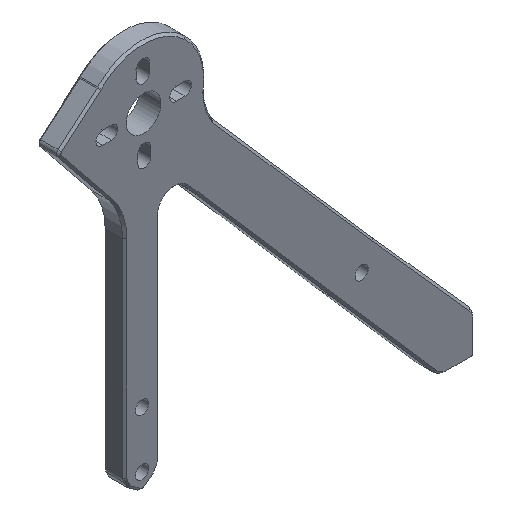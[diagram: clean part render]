
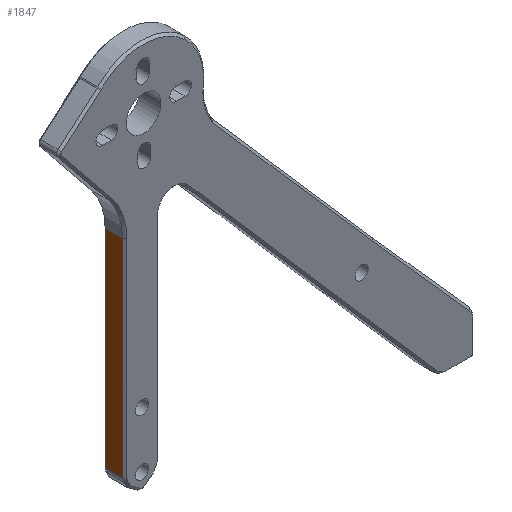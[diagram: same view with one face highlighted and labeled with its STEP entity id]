
A CAD part, isometric view. The second image highlights one B-rep face of the part: STEP entity #1847.
In plain terms, the highlighted planar face has unit normal (-1, 0, 0).
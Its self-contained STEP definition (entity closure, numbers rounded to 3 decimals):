
#215=FACE_OUTER_BOUND('',#327,.T.);
#327=EDGE_LOOP('',(#1375,#1376,#1377,#1378));
#464=LINE('',#2879,#646);
#488=LINE('',#2946,#670);
#489=LINE('',#2950,#671);
#490=LINE('',#2951,#672);
#646=VECTOR('',#2276,10.);
#670=VECTOR('',#2352,10.);
#671=VECTOR('',#2357,10.);
#672=VECTOR('',#2358,10.);
#829=VERTEX_POINT('',#2869);
#831=VERTEX_POINT('',#2875);
#849=VERTEX_POINT('',#2945);
#850=VERTEX_POINT('',#2949);
#1016=EDGE_CURVE('',#829,#831,#464,.T.);
#1050=EDGE_CURVE('',#849,#831,#488,.T.);
#1052=EDGE_CURVE('',#850,#829,#489,.T.);
#1053=EDGE_CURVE('',#849,#850,#490,.T.);
#1375=ORIENTED_EDGE('',*,*,#1016,.F.);
#1376=ORIENTED_EDGE('',*,*,#1052,.F.);
#1377=ORIENTED_EDGE('',*,*,#1053,.F.);
#1378=ORIENTED_EDGE('',*,*,#1050,.T.);
#1768=PLANE('',#2008);
#1847=ADVANCED_FACE('',(#215),#1768,.T.);
#2008=AXIS2_PLACEMENT_3D('',#2948,#2355,#2356);
#2276=DIRECTION('',(0.,0.,1.));
#2352=DIRECTION('',(0.,1.,0.));
#2355=DIRECTION('center_axis',(-1.,0.,0.));
#2356=DIRECTION('ref_axis',(0.,0.,1.));
#2357=DIRECTION('',(0.,1.,0.));
#2358=DIRECTION('',(0.,0.,-1.));
#2869=CARTESIAN_POINT('',(-80.673,4.5,15.85));
#2875=CARTESIAN_POINT('',(-80.673,4.5,63.617));
#2879=CARTESIAN_POINT('',(-80.673,4.5,33.179));
#2945=CARTESIAN_POINT('',(-80.673,0.5,63.617));
#2946=CARTESIAN_POINT('',(-80.673,0.,63.617));
#2948=CARTESIAN_POINT('Origin',(-80.673,0.,15.85));
#2949=CARTESIAN_POINT('',(-80.673,0.5,15.85));
#2950=CARTESIAN_POINT('',(-80.673,0.,15.85));
#2951=CARTESIAN_POINT('',(-80.673,0.5,33.179));
